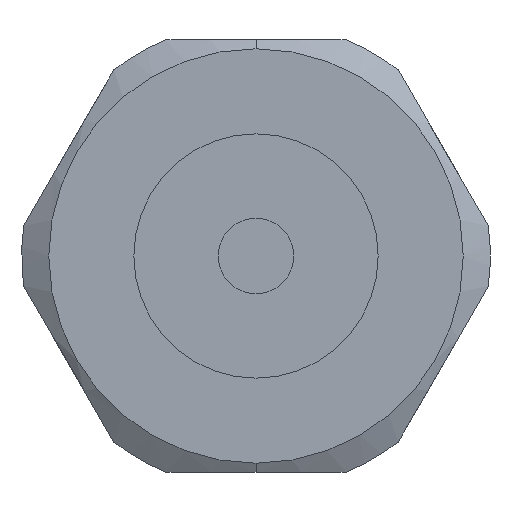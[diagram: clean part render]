
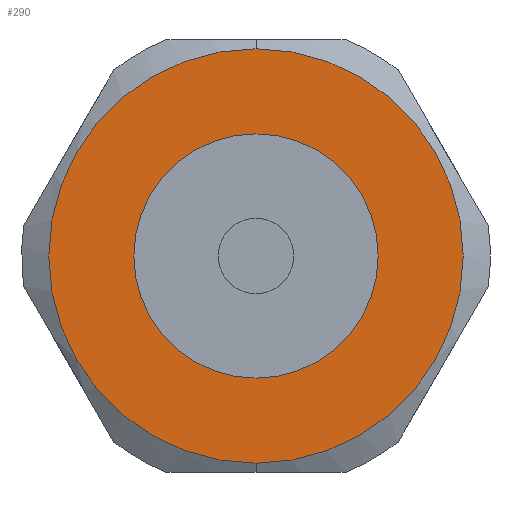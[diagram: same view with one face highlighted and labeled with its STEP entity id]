
A CAD part, front view. The second image highlights one B-rep face of the part: STEP entity #290.
In plain terms, the highlighted planar face has unit normal (0, -1, 0).
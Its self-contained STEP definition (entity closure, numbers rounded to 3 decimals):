
#290=ADVANCED_FACE('',(#611,#612),#613,.T.);
#611=FACE_BOUND('',#950,.T.);
#612=FACE_OUTER_BOUND('',#951,.T.);
#613=PLANE('',#952);
#950=EDGE_LOOP('',(#1711,#1712));
#951=EDGE_LOOP('',(#1713,#1714));
#952=AXIS2_PLACEMENT_3D('',#1715,#1716,#1717);
#1711=ORIENTED_EDGE('',*,*,#2210,.T.);
#1712=ORIENTED_EDGE('',*,*,#1950,.T.);
#1713=ORIENTED_EDGE('',*,*,#1971,.T.);
#1714=ORIENTED_EDGE('',*,*,#2156,.T.);
#1715=CARTESIAN_POINT('',(5.5,-7.6,0.0));
#1716=DIRECTION('',(0.0,-1.0,0.0));
#1717=DIRECTION('',(0.0,0.0,-1.0));
#1950=EDGE_CURVE('',#2313,#2310,#2314,.T.);
#1971=EDGE_CURVE('',#2346,#2343,#2347,.T.);
#2156=EDGE_CURVE('',#2343,#2346,#2620,.T.);
#2210=EDGE_CURVE('',#2310,#2313,#2686,.T.);
#2310=VERTEX_POINT('',#2806);
#2313=VERTEX_POINT('',#2809);
#2314=CIRCLE('',#2810,6.5);
#2343=VERTEX_POINT('',#2847);
#2346=VERTEX_POINT('',#2851);
#2347=CIRCLE('',#2852,11.5);
#2620=CIRCLE('',#3214,11.5);
#2686=CIRCLE('',#3328,6.5);
#2806=CARTESIAN_POINT('',(0.0,-7.6,-6.5));
#2809=CARTESIAN_POINT('',(0.,-7.6,6.5));
#2810=AXIS2_PLACEMENT_3D('',#3435,#3436,#3437);
#2847=CARTESIAN_POINT('',(0.,-7.6,11.5));
#2851=CARTESIAN_POINT('',(0.0,-7.6,-11.5));
#2852=AXIS2_PLACEMENT_3D('',#3465,#3466,#3467);
#3214=AXIS2_PLACEMENT_3D('',#3763,#3764,#3765);
#3328=AXIS2_PLACEMENT_3D('',#3814,#3815,#3816);
#3435=CARTESIAN_POINT('',(0.0,-7.6,0.0));
#3436=DIRECTION('',(0.0,1.0,0.0));
#3437=DIRECTION('',(0.0,0.0,-1.0));
#3465=CARTESIAN_POINT('',(0.0,-7.6,0.0));
#3466=DIRECTION('',(0.0,-1.0,0.0));
#3467=DIRECTION('',(0.0,0.0,-1.0));
#3763=CARTESIAN_POINT('',(0.0,-7.6,0.0));
#3764=DIRECTION('',(0.0,-1.0,0.0));
#3765=DIRECTION('',(0.0,0.0,-1.0));
#3814=CARTESIAN_POINT('',(0.0,-7.6,0.0));
#3815=DIRECTION('',(0.0,1.0,0.0));
#3816=DIRECTION('',(0.0,0.0,-1.0));
